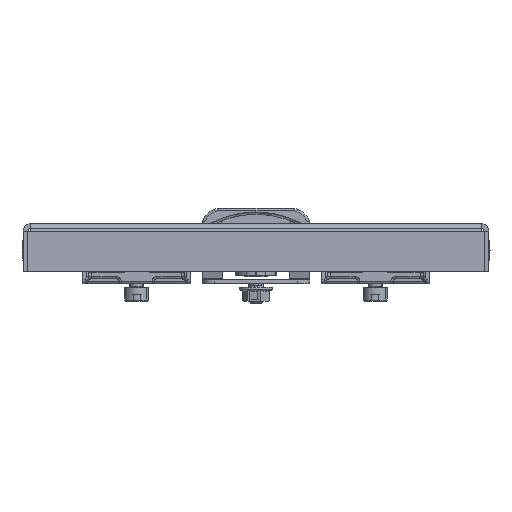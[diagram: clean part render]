
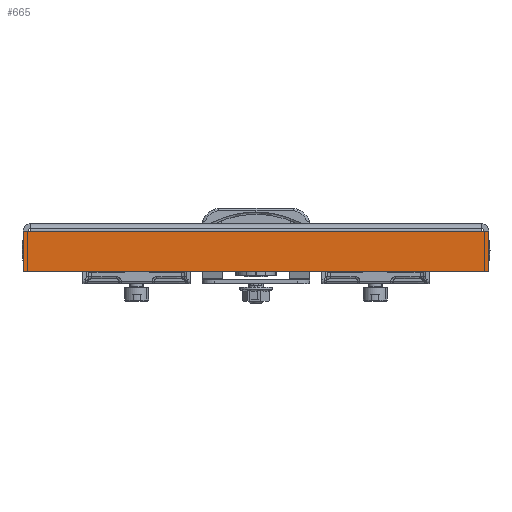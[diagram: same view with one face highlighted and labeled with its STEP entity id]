
A CAD part, left-side view. The second image highlights one B-rep face of the part: STEP entity #665.
In plain terms, the highlighted planar face has unit normal (-1, 0, 0).
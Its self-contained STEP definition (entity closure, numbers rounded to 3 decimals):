
#665 = ADVANCED_FACE ( 'NONE', ( #17744 ), #10621, .F. ) ;
#6122 = CARTESIAN_POINT ( 'NONE',  ( -397., -97.5, -3. ) ) ;
#6124 = CARTESIAN_POINT ( 'NONE',  ( -397., 0., -20. ) ) ;
#6125 = DIRECTION ( 'NONE',  ( 0., -1., 0. ) ) ;
#6135 = DIRECTION ( 'NONE',  ( 0., -1., 0. ) ) ;
#6151 = CARTESIAN_POINT ( 'NONE',  ( -397., -97.5, 0. ) ) ;
#6154 = DIRECTION ( 'NONE',  ( 0., 0., 1. ) ) ;
#7004 = LINE ( 'NONE', #6122, #7007 ) ;
#7007 = VECTOR ( 'NONE', #6125, 1000. ) ;
#7008 = LINE ( 'NONE', #6124, #7013 ) ;
#7013 = VECTOR ( 'NONE', #6135, 1000. ) ;
#7016 = LINE ( 'NONE', #6151, #7019 ) ;
#7019 = VECTOR ( 'NONE', #6154, 1000. ) ;
#8705 = LINE ( 'NONE', #9719, #8710 ) ;
#8706 = LINE ( 'NONE', #9713, #8707 ) ;
#8707 = VECTOR ( 'NONE', #9718, 1000. ) ;
#8710 = VECTOR ( 'NONE', #9720, 1000. ) ;
#9711 = CARTESIAN_POINT ( 'NONE',  ( -397., 97.5, 0. ) ) ;
#9713 = CARTESIAN_POINT ( 'NONE',  ( -397., -97.5, -3. ) ) ;
#9714 = DIRECTION ( 'NONE',  ( 0., 0., -1. ) ) ;
#9718 = DIRECTION ( 'NONE',  ( 0., -1., 0. ) ) ;
#9719 = CARTESIAN_POINT ( 'NONE',  ( -397., -97.5, -3. ) ) ;
#9720 = DIRECTION ( 'NONE',  ( 0., -1., 0. ) ) ;
#10481 = DIRECTION ( 'NONE',  ( 0., 0., -1. ) ) ;
#10619 = DIRECTION ( 'NONE',  ( 1., 0., 0. ) ) ;
#10620 = CARTESIAN_POINT ( 'NONE',  ( -397., 0., 0. ) ) ;
#10621 = PLANE ( 'NONE',  #18989 ) ;
#12490 = LINE ( 'NONE', #9711, #12498 ) ;
#12498 = VECTOR ( 'NONE', #9714, 1000. ) ;
#17744 = FACE_OUTER_BOUND ( 'NONE', #30878, .T. ) ;
#18989 = AXIS2_PLACEMENT_3D ( 'NONE', #10620, #10619, #10481 ) ;
#20645 = EDGE_CURVE ( 'NONE', #29906, #29909, #12490, .T. ) ;
#20650 = EDGE_CURVE ( 'NONE', #29904, #29912, #8706, .T. ) ;
#20652 = EDGE_CURVE ( 'NONE', #29906, #29900, #8705, .T. ) ;
#22822 = CARTESIAN_POINT ( 'NONE',  ( -397., -94.5, -3. ) ) ;
#22828 = CARTESIAN_POINT ( 'NONE',  ( -397., 94.5, -3. ) ) ;
#22835 = CARTESIAN_POINT ( 'NONE',  ( -397., -97.5, -20. ) ) ;
#22836 = CARTESIAN_POINT ( 'NONE',  ( -397., 97.5, -3. ) ) ;
#22842 = CARTESIAN_POINT ( 'NONE',  ( -397., 97.5, -20. ) ) ;
#22845 = CARTESIAN_POINT ( 'NONE',  ( -397., -97.5, -3. ) ) ;
#23179 = EDGE_CURVE ( 'NONE', #29900, #29904, #7004, .T. ) ;
#23182 = EDGE_CURVE ( 'NONE', #29909, #29905, #7008, .T. ) ;
#23185 = EDGE_CURVE ( 'NONE', #29905, #29912, #7016, .T. ) ;
#26009 = ORIENTED_EDGE ( 'NONE', *, *, #20652, .F. ) ;
#26011 = ORIENTED_EDGE ( 'NONE', *, *, #20645, .T. ) ;
#26013 = ORIENTED_EDGE ( 'NONE', *, *, #23182, .T. ) ;
#26015 = ORIENTED_EDGE ( 'NONE', *, *, #23185, .T. ) ;
#26017 = ORIENTED_EDGE ( 'NONE', *, *, #20650, .F. ) ;
#26019 = ORIENTED_EDGE ( 'NONE', *, *, #23179, .F. ) ;
#29900 = VERTEX_POINT ( 'NONE', #22828 ) ;
#29904 = VERTEX_POINT ( 'NONE', #22822 ) ;
#29905 = VERTEX_POINT ( 'NONE', #22835 ) ;
#29906 = VERTEX_POINT ( 'NONE', #22836 ) ;
#29909 = VERTEX_POINT ( 'NONE', #22842 ) ;
#29912 = VERTEX_POINT ( 'NONE', #22845 ) ;
#30878 = EDGE_LOOP ( 'NONE', ( #26009, #26011, #26013, #26015, #26017, #26019 ) ) ;
